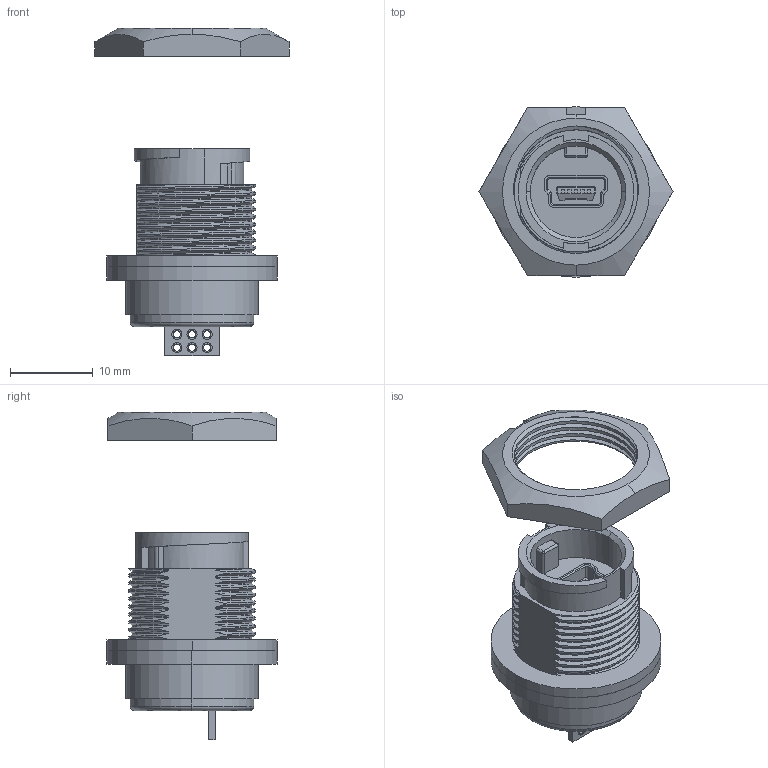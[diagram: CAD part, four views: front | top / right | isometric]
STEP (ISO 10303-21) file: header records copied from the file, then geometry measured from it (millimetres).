
FILE_DESCRIPTION (( 'STEP AP203' ), '1' );
FILE_NAME ('DCP-USBNB-MNSC.STEP', '2013-04-25T18:15:15', ( 'J0FPBF1' ), ( '' ), 'SwSTEP 2.0', 'SolidWorks 2012', '' );
FILE_SCHEMA (( 'CONFIG_CONTROL_DESIGN' ));
Length unit declared in the file: inch
Products named in the file (1): DCP-USBNB-MNSC
Bounding box: 23.46 x 20.62 x 39.6 mm (x, y, z)
Volume: 4069.3 mm3; surface area: 3258.2 mm2
Topology: 2 solids, 2 shells, 382 faces, 1029 edges, 677 vertices
Faces by surface type: plane 164, cylinder 127, bspline 75, cone 12, torus 2, sphere 2
Entity records: 23363 total; most frequent: CARTESIAN_POINT 14421, ORIENTED_EDGE 2054, DIRECTION 1539, EDGE_CURVE 1027, VERTEX_POINT 677, LINE 567, VECTOR 567, AXIS2_PLACEMENT_3D 486
